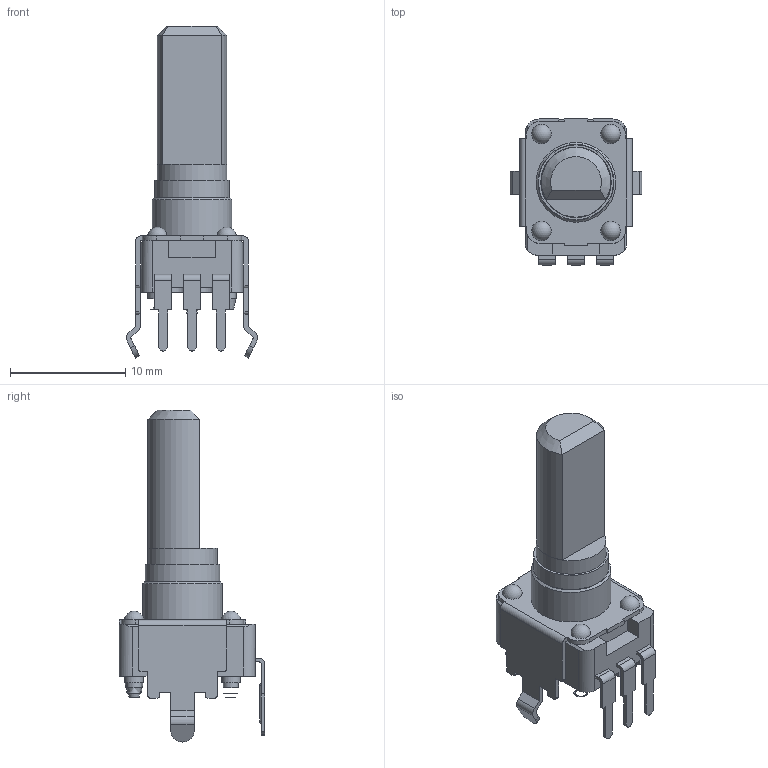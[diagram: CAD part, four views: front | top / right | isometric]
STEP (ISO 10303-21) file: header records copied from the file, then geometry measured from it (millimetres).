
FILE_DESCRIPTION(/* description */ (''),/* implementation_level */ '2;1');
FILE_NAME(/* name */ 'EVUF2MFL.step',/* time_stamp */ '2018-09-16T19:39:22+01:00',/* author */ (''),/* organization */ (''),/* preprocessor_version */ 'ST-DEVELOPER v17.2',/* originating_system */ 'Autodesk Translation Framework v7.6.0.251',/* authorisation */ '');
FILE_SCHEMA (('AUTOMOTIVE_DESIGN { 1 0 10303 214 3 1 1 }'));
Length unit declared in the file: millimetre
Products named in the file (1): 1a3d0d882a1925396ec35d8fc4f9d778213468fe
Bounding box: 11.4 x 12.65 x 28.8 mm (x, y, z)
Volume: 1038.7 mm3; surface area: 1180.6 mm2
Topology: 1 solids, 1 shells, 211 faces, 573 edges, 385 vertices
Faces by surface type: plane 129, cylinder 58, cone 14, sphere 10
Full cylindrical faces by diameter (mm): 1.19 x1, 1.3 x2, 1.6 x2, 1.64 x2, 6.05 x1, 6.11 x1, 6.5 x1, 6.92 x1
Entity records: 6922 total; most frequent: CARTESIAN_POINT 1170, DIRECTION 1163, ORIENTED_EDGE 1138, EDGE_CURVE 569, LINE 395, VECTOR 395, VERTEX_POINT 385, AXIS2_PLACEMENT_3D 384
